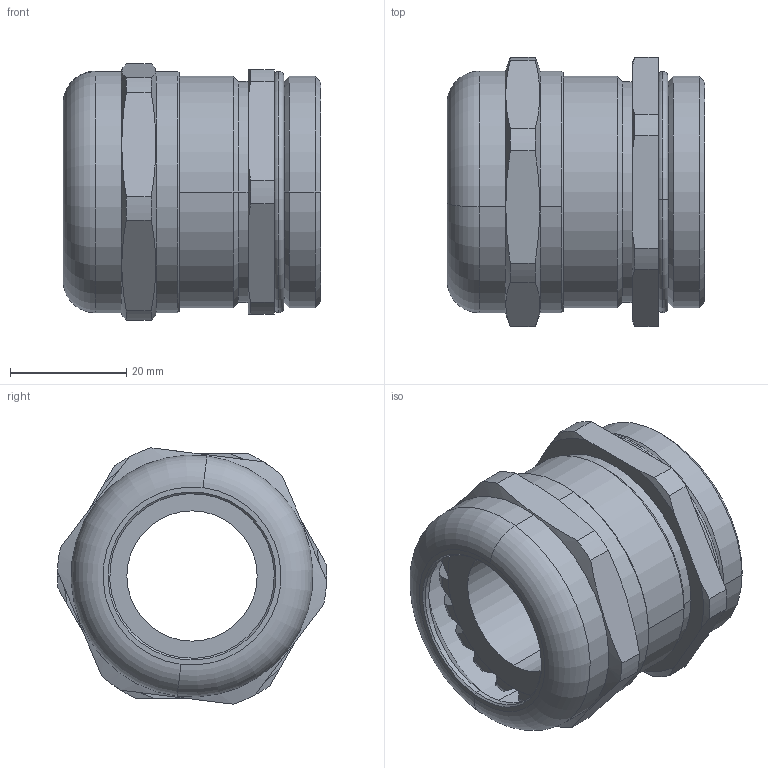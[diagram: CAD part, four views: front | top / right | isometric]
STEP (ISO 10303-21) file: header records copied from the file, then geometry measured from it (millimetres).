
FILE_DESCRIPTION (( 'STEP AP203' ), '1' );
FILE_NAME ('C5240040Eind1.STEP', '2024-07-23T12:49:23', ( '' ), ( '' ), 'SwSTEP 2.0', 'SolidWorks 2023', '' );
FILE_SCHEMA (( 'CONFIG_CONTROL_DESIGN' ));
Length unit declared in the file: millimetre
Products named in the file (7): D1340300; D1440420indD; D9237200-M40; C5240040Eind1; D9202330 - 33x1; D1440000E; D9040830
Assembly tree (6 placements, depth 2):
  C5240040Eind1
    D1440420indD
    D1340300
    D9237200-M40
    D9202330 - 33x1
    D9040830
    D1440000E
Bounding box: 44.3 x 46.29 x 44.09 mm (x, y, z)
Volume: 26991.9 mm3; surface area: 27026.5 mm2
Topology: 6 solids, 6 shells, 345 faces, 913 edges, 578 vertices
Faces by surface type: plane 142, cylinder 110, cone 49, torus 38, sphere 6
Entity records: 12227 total; most frequent: CARTESIAN_POINT 3044, ORIENTED_EDGE 1826, DIRECTION 1785, EDGE_CURVE 913, AXIS2_PLACEMENT_3D 699, VERTEX_POINT 578, LINE 387, VECTOR 387
